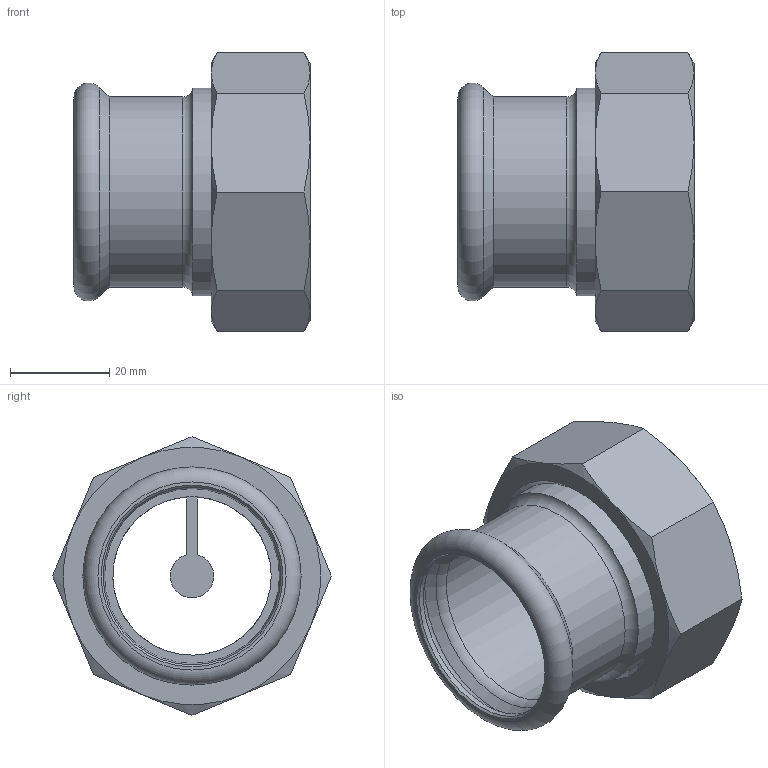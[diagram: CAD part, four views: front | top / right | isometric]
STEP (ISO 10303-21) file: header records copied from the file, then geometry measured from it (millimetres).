
FILE_DESCRIPTION(/* description */ (''),/* implementation_level */ '2;1');
FILE_NAME(/* name */ '35036.stp',/* time_stamp */ '2014-04-01T20:47:00+02:00',/* author */ ('bruh'),/* organization */ (''),/* preprocessor_version */ 'ST-DEVELOPER v15.2',/* originating_system */ 'Autodesk Inventor 2014',/* authorisation */ '');
FILE_SCHEMA (('AUTOMOTIVE_DESIGN { 1 0 10303 214 3 1 1 }'));
Length unit declared in the file: millimetre
Products named in the file (4): 101249; 101138; 400787; 35036
Bounding box: 47.7 x 56.28 x 56.28 mm (x, y, z)
Volume: 25277.5 mm3; surface area: 18269.1 mm2
Topology: 2 solids, 2 shells, 53 faces, 116 edges, 69 vertices
Faces by surface type: cone 22, plane 17, cylinder 9, torus 5
Full cylindrical faces by diameter (mm): 32 x1, 35.3 x1, 35.9 x1, 38.4 x1, 42 x2, 42.1 x1, 44.845 x1
Entity records: 1388 total; most frequent: CARTESIAN_POINT 278, DIRECTION 222, ORIENTED_EDGE 182, AXIS2_PLACEMENT_3D 103, EDGE_CURVE 91, EDGE_LOOP 78, VERTEX_POINT 63, ADVANCED_FACE 53
